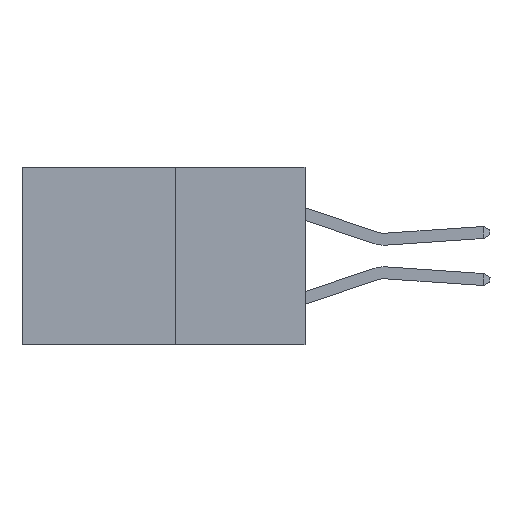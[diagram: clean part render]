
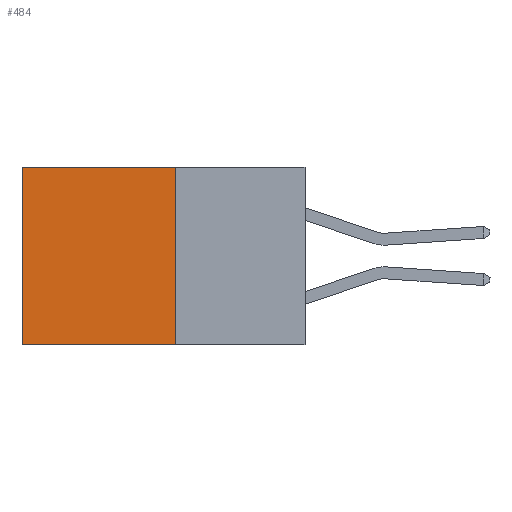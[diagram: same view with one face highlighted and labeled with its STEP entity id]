
A CAD part, left-side view. The second image highlights one B-rep face of the part: STEP entity #484.
In plain terms, the highlighted planar face has unit normal (-1, 0, 0).
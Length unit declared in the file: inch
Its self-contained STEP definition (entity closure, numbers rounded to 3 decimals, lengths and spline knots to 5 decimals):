
#38 = EDGE_CURVE ( 'NONE', #1534, #805, #11757, .T. ) ;
#47 = VERTEX_POINT ( 'NONE', #4058 ) ;
#324 = PLANE ( 'NONE',  #6620 ) ;
#335 = DIRECTION ( 'NONE',  ( 1., 0., 0. ) ) ;
#484 = ADVANCED_FACE ( 'NONE', ( #3459 ), #324, .F. ) ;
#805 = VERTEX_POINT ( 'NONE', #7676 ) ;
#1308 = VECTOR ( 'NONE', #9859, 39.37008 ) ;
#1393 = CARTESIAN_POINT ( 'NONE',  ( 0.277, 0.27, 0. ) ) ;
#1534 = VERTEX_POINT ( 'NONE', #2539 ) ;
#2319 = CARTESIAN_POINT ( 'NONE',  ( 0.277, 0.27, -0.37 ) ) ;
#2364 = DIRECTION ( 'NONE',  ( 0., 1., 0. ) ) ;
#2375 = DIRECTION ( 'NONE',  ( 0., 0., -1. ) ) ;
#2400 = VECTOR ( 'NONE', #10034, 39.37008 ) ;
#2539 = CARTESIAN_POINT ( 'NONE',  ( 0.277, 0.59, 0. ) ) ;
#3459 = FACE_OUTER_BOUND ( 'NONE', #4310, .T. ) ;
#4058 = CARTESIAN_POINT ( 'NONE',  ( 0.277, 0.27, 0. ) ) ;
#4260 = CARTESIAN_POINT ( 'NONE',  ( 0.277, 0.59, -0.37 ) ) ;
#4310 = EDGE_LOOP ( 'NONE', ( #6323, #9076, #11462, #7795 ) ) ;
#6017 = EDGE_CURVE ( 'NONE', #8173, #805, #11025, .T. ) ;
#6323 = ORIENTED_EDGE ( 'NONE', *, *, #38, .T. ) ;
#6620 = AXIS2_PLACEMENT_3D ( 'NONE', #2319, #335, #2375 ) ;
#6765 = CARTESIAN_POINT ( 'NONE',  ( 0.277, 0.27, -0.37 ) ) ;
#7331 = EDGE_CURVE ( 'NONE', #47, #8173, #10284, .T. ) ;
#7676 = CARTESIAN_POINT ( 'NONE',  ( 0.277, 0.59, -0.37 ) ) ;
#7730 = VECTOR ( 'NONE', #2364, 39.37008 ) ;
#7795 = ORIENTED_EDGE ( 'NONE', *, *, #11343, .T. ) ;
#8025 = LINE ( 'NONE', #1393, #7730 ) ;
#8173 = VERTEX_POINT ( 'NONE', #6765 ) ;
#9076 = ORIENTED_EDGE ( 'NONE', *, *, #6017, .F. ) ;
#9138 = DIRECTION ( 'NONE',  ( 0., 0., -1. ) ) ;
#9225 = CARTESIAN_POINT ( 'NONE',  ( 0.277, 0.27, -0.37 ) ) ;
#9859 = DIRECTION ( 'NONE',  ( 0., 1., 0. ) ) ;
#9905 = CARTESIAN_POINT ( 'NONE',  ( 0.277, 0.27, -0.37 ) ) ;
#10034 = DIRECTION ( 'NONE',  ( 0., 0., -1. ) ) ;
#10284 = LINE ( 'NONE', #9225, #12062 ) ;
#11025 = LINE ( 'NONE', #9905, #1308 ) ;
#11343 = EDGE_CURVE ( 'NONE', #47, #1534, #8025, .T. ) ;
#11462 = ORIENTED_EDGE ( 'NONE', *, *, #7331, .F. ) ;
#11757 = LINE ( 'NONE', #4260, #2400 ) ;
#12062 = VECTOR ( 'NONE', #9138, 39.37008 ) ;
